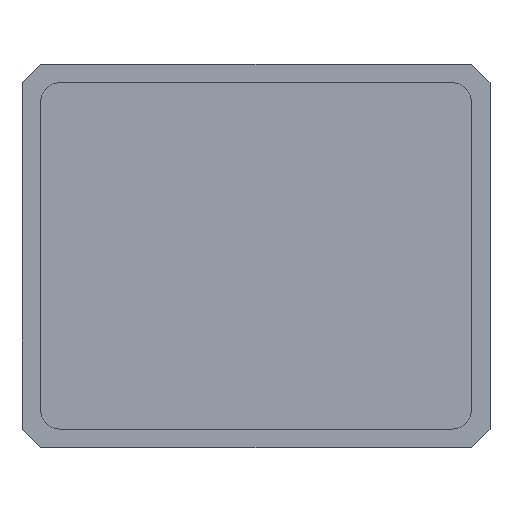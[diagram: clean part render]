
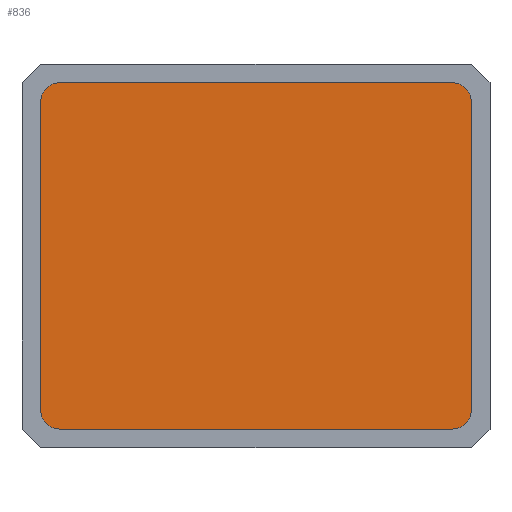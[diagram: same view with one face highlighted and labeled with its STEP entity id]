
A CAD part, top view. The second image highlights one B-rep face of the part: STEP entity #836.
In plain terms, the highlighted planar face has unit normal (0, 0, 1).
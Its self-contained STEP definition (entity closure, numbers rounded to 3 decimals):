
#720 = EDGE_CURVE('',#721,#723,#725,.T.);
#721 = VERTEX_POINT('',#722);
#722 = CARTESIAN_POINT('',(-1.15,-0.825,0.55));
#723 = VERTEX_POINT('',#724);
#724 = CARTESIAN_POINT('',(-1.15,0.825,0.55));
#725 = SURFACE_CURVE('',#726,(#730,#742),.PCURVE_S1.);
#726 = LINE('',#727,#728);
#727 = CARTESIAN_POINT('',(-1.15,-0.925,0.55));
#728 = VECTOR('',#729,1.);
#729 = DIRECTION('',(0.,1.,0.));
#730 = PCURVE('',#731,#736);
#731 = PLANE('',#732);
#732 = AXIS2_PLACEMENT_3D('',#733,#734,#735);
#733 = CARTESIAN_POINT('',(-1.15,-0.925,0.5));
#734 = DIRECTION('',(1.,0.,0.));
#735 = DIRECTION('',(0.,0.,1.));
#736 = DEFINITIONAL_REPRESENTATION('',(#737),#741);
#737 = LINE('',#738,#739);
#738 = CARTESIAN_POINT('',(0.05,0.));
#739 = VECTOR('',#740,1.);
#740 = DIRECTION('',(0.,-1.));
#741 = ( GEOMETRIC_REPRESENTATION_CONTEXT(2) 
PARAMETRIC_REPRESENTATION_CONTEXT() REPRESENTATION_CONTEXT('2D SPACE',''
  ) );
#742 = PCURVE('',#743,#748);
#743 = PLANE('',#744);
#744 = AXIS2_PLACEMENT_3D('',#745,#746,#747);
#745 = CARTESIAN_POINT('',(-1.15,-0.925,0.55));
#746 = DIRECTION('',(0.,0.,1.));
#747 = DIRECTION('',(1.,0.,0.));
#748 = DEFINITIONAL_REPRESENTATION('',(#749),#753);
#749 = LINE('',#750,#751);
#750 = CARTESIAN_POINT('',(0.,0.));
#751 = VECTOR('',#752,1.);
#752 = DIRECTION('',(0.,1.));
#753 = ( GEOMETRIC_REPRESENTATION_CONTEXT(2) 
PARAMETRIC_REPRESENTATION_CONTEXT() REPRESENTATION_CONTEXT('2D SPACE',''
  ) );
#771 = CYLINDRICAL_SURFACE('',#772,0.1);
#772 = AXIS2_PLACEMENT_3D('',#773,#774,#775);
#773 = CARTESIAN_POINT('',(-1.05,-0.825,0.5));
#774 = DIRECTION('',(0.,0.,1.));
#775 = DIRECTION('',(-1.,-0.,0.));
#825 = CYLINDRICAL_SURFACE('',#826,0.1);
#826 = AXIS2_PLACEMENT_3D('',#827,#828,#829);
#827 = CARTESIAN_POINT('',(-1.05,0.825,0.5));
#828 = DIRECTION('',(0.,0.,1.));
#829 = DIRECTION('',(-1.,-0.,0.));
#836 = ADVANCED_FACE('',(#837),#743,.T.);
#837 = FACE_BOUND('',#838,.T.);
#838 = EDGE_LOOP('',(#839,#840,#864,#892,#925,#953,#982,#1010));
#839 = ORIENTED_EDGE('',*,*,#720,.F.);
#840 = ORIENTED_EDGE('',*,*,#841,.T.);
#841 = EDGE_CURVE('',#721,#842,#844,.T.);
#842 = VERTEX_POINT('',#843);
#843 = CARTESIAN_POINT('',(-1.05,-0.925,0.55));
#844 = SURFACE_CURVE('',#845,(#850,#857),.PCURVE_S1.);
#845 = CIRCLE('',#846,0.1);
#846 = AXIS2_PLACEMENT_3D('',#847,#848,#849);
#847 = CARTESIAN_POINT('',(-1.05,-0.825,0.55));
#848 = DIRECTION('',(0.,0.,1.));
#849 = DIRECTION('',(0.,-1.,0.));
#850 = PCURVE('',#743,#851);
#851 = DEFINITIONAL_REPRESENTATION('',(#852),#856);
#852 = CIRCLE('',#853,0.1);
#853 = AXIS2_PLACEMENT_2D('',#854,#855);
#854 = CARTESIAN_POINT('',(0.1,0.1));
#855 = DIRECTION('',(0.,-1.));
#856 = ( GEOMETRIC_REPRESENTATION_CONTEXT(2) 
PARAMETRIC_REPRESENTATION_CONTEXT() REPRESENTATION_CONTEXT('2D SPACE',''
  ) );
#857 = PCURVE('',#771,#858);
#858 = DEFINITIONAL_REPRESENTATION('',(#859),#863);
#859 = LINE('',#860,#861);
#860 = CARTESIAN_POINT('',(-4.712,0.05));
#861 = VECTOR('',#862,1.);
#862 = DIRECTION('',(1.,0.));
#863 = ( GEOMETRIC_REPRESENTATION_CONTEXT(2) 
PARAMETRIC_REPRESENTATION_CONTEXT() REPRESENTATION_CONTEXT('2D SPACE',''
  ) );
#864 = ORIENTED_EDGE('',*,*,#865,.T.);
#865 = EDGE_CURVE('',#842,#866,#868,.T.);
#866 = VERTEX_POINT('',#867);
#867 = CARTESIAN_POINT('',(1.05,-0.925,0.55));
#868 = SURFACE_CURVE('',#869,(#873,#880),.PCURVE_S1.);
#869 = LINE('',#870,#871);
#870 = CARTESIAN_POINT('',(-1.15,-0.925,0.55));
#871 = VECTOR('',#872,1.);
#872 = DIRECTION('',(1.,0.,0.));
#873 = PCURVE('',#743,#874);
#874 = DEFINITIONAL_REPRESENTATION('',(#875),#879);
#875 = LINE('',#876,#877);
#876 = CARTESIAN_POINT('',(0.,0.));
#877 = VECTOR('',#878,1.);
#878 = DIRECTION('',(1.,0.));
#879 = ( GEOMETRIC_REPRESENTATION_CONTEXT(2) 
PARAMETRIC_REPRESENTATION_CONTEXT() REPRESENTATION_CONTEXT('2D SPACE',''
  ) );
#880 = PCURVE('',#881,#886);
#881 = PLANE('',#882);
#882 = AXIS2_PLACEMENT_3D('',#883,#884,#885);
#883 = CARTESIAN_POINT('',(-1.15,-0.925,0.5));
#884 = DIRECTION('',(0.,1.,0.));
#885 = DIRECTION('',(0.,0.,1.));
#886 = DEFINITIONAL_REPRESENTATION('',(#887),#891);
#887 = LINE('',#888,#889);
#888 = CARTESIAN_POINT('',(0.05,0.));
#889 = VECTOR('',#890,1.);
#890 = DIRECTION('',(0.,1.));
#891 = ( GEOMETRIC_REPRESENTATION_CONTEXT(2) 
PARAMETRIC_REPRESENTATION_CONTEXT() REPRESENTATION_CONTEXT('2D SPACE',''
  ) );
#892 = ORIENTED_EDGE('',*,*,#893,.F.);
#893 = EDGE_CURVE('',#894,#866,#896,.T.);
#894 = VERTEX_POINT('',#895);
#895 = CARTESIAN_POINT('',(1.15,-0.825,0.55));
#896 = SURFACE_CURVE('',#897,(#902,#913),.PCURVE_S1.);
#897 = CIRCLE('',#898,0.1);
#898 = AXIS2_PLACEMENT_3D('',#899,#900,#901);
#899 = CARTESIAN_POINT('',(1.05,-0.825,0.55));
#900 = DIRECTION('',(-0.,-0.,-1.));
#901 = DIRECTION('',(0.,-1.,0.));
#902 = PCURVE('',#743,#903);
#903 = DEFINITIONAL_REPRESENTATION('',(#904),#912);
#904 = ( BOUNDED_CURVE() B_SPLINE_CURVE(2,(#905,#906,#907,#908,#909,#910
,#911),.UNSPECIFIED.,.T.,.F.) B_SPLINE_CURVE_WITH_KNOTS((1,2,2,2,2,1),(
    -2.094,0.,2.094,4.189,6.283,
8.378),.UNSPECIFIED.) CURVE() GEOMETRIC_REPRESENTATION_ITEM() 
RATIONAL_B_SPLINE_CURVE((1.,0.5,1.,0.5,1.,0.5,1.)) REPRESENTATION_ITEM(
  '') );
#905 = CARTESIAN_POINT('',(2.2,0.));
#906 = CARTESIAN_POINT('',(2.027,0.));
#907 = CARTESIAN_POINT('',(2.113,0.15));
#908 = CARTESIAN_POINT('',(2.2,0.3));
#909 = CARTESIAN_POINT('',(2.287,0.15));
#910 = CARTESIAN_POINT('',(2.373,0.));
#911 = CARTESIAN_POINT('',(2.2,0.));
#912 = ( GEOMETRIC_REPRESENTATION_CONTEXT(2) 
PARAMETRIC_REPRESENTATION_CONTEXT() REPRESENTATION_CONTEXT('2D SPACE',''
  ) );
#913 = PCURVE('',#914,#919);
#914 = CYLINDRICAL_SURFACE('',#915,0.1);
#915 = AXIS2_PLACEMENT_3D('',#916,#917,#918);
#916 = CARTESIAN_POINT('',(1.05,-0.825,0.5));
#917 = DIRECTION('',(0.,0.,1.));
#918 = DIRECTION('',(1.,0.,-0.));
#919 = DEFINITIONAL_REPRESENTATION('',(#920),#924);
#920 = LINE('',#921,#922);
#921 = CARTESIAN_POINT('',(4.712,0.05));
#922 = VECTOR('',#923,1.);
#923 = DIRECTION('',(-1.,0.));
#924 = ( GEOMETRIC_REPRESENTATION_CONTEXT(2) 
PARAMETRIC_REPRESENTATION_CONTEXT() REPRESENTATION_CONTEXT('2D SPACE',''
  ) );
#925 = ORIENTED_EDGE('',*,*,#926,.T.);
#926 = EDGE_CURVE('',#894,#927,#929,.T.);
#927 = VERTEX_POINT('',#928);
#928 = CARTESIAN_POINT('',(1.15,0.825,0.55));
#929 = SURFACE_CURVE('',#930,(#934,#941),.PCURVE_S1.);
#930 = LINE('',#931,#932);
#931 = CARTESIAN_POINT('',(1.15,-0.925,0.55));
#932 = VECTOR('',#933,1.);
#933 = DIRECTION('',(0.,1.,0.));
#934 = PCURVE('',#743,#935);
#935 = DEFINITIONAL_REPRESENTATION('',(#936),#940);
#936 = LINE('',#937,#938);
#937 = CARTESIAN_POINT('',(2.3,0.));
#938 = VECTOR('',#939,1.);
#939 = DIRECTION('',(0.,1.));
#940 = ( GEOMETRIC_REPRESENTATION_CONTEXT(2) 
PARAMETRIC_REPRESENTATION_CONTEXT() REPRESENTATION_CONTEXT('2D SPACE',''
  ) );
#941 = PCURVE('',#942,#947);
#942 = PLANE('',#943);
#943 = AXIS2_PLACEMENT_3D('',#944,#945,#946);
#944 = CARTESIAN_POINT('',(1.15,-0.925,0.5));
#945 = DIRECTION('',(1.,0.,0.));
#946 = DIRECTION('',(0.,0.,1.));
#947 = DEFINITIONAL_REPRESENTATION('',(#948),#952);
#948 = LINE('',#949,#950);
#949 = CARTESIAN_POINT('',(0.05,0.));
#950 = VECTOR('',#951,1.);
#951 = DIRECTION('',(0.,-1.));
#952 = ( GEOMETRIC_REPRESENTATION_CONTEXT(2) 
PARAMETRIC_REPRESENTATION_CONTEXT() REPRESENTATION_CONTEXT('2D SPACE',''
  ) );
#953 = ORIENTED_EDGE('',*,*,#954,.T.);
#954 = EDGE_CURVE('',#927,#955,#957,.T.);
#955 = VERTEX_POINT('',#956);
#956 = CARTESIAN_POINT('',(1.05,0.925,0.55));
#957 = SURFACE_CURVE('',#958,(#963,#970),.PCURVE_S1.);
#958 = CIRCLE('',#959,0.1);
#959 = AXIS2_PLACEMENT_3D('',#960,#961,#962);
#960 = CARTESIAN_POINT('',(1.05,0.825,0.55));
#961 = DIRECTION('',(0.,0.,1.));
#962 = DIRECTION('',(0.,-1.,0.));
#963 = PCURVE('',#743,#964);
#964 = DEFINITIONAL_REPRESENTATION('',(#965),#969);
#965 = CIRCLE('',#966,0.1);
#966 = AXIS2_PLACEMENT_2D('',#967,#968);
#967 = CARTESIAN_POINT('',(2.2,1.75));
#968 = DIRECTION('',(0.,-1.));
#969 = ( GEOMETRIC_REPRESENTATION_CONTEXT(2) 
PARAMETRIC_REPRESENTATION_CONTEXT() REPRESENTATION_CONTEXT('2D SPACE',''
  ) );
#970 = PCURVE('',#971,#976);
#971 = CYLINDRICAL_SURFACE('',#972,0.1);
#972 = AXIS2_PLACEMENT_3D('',#973,#974,#975);
#973 = CARTESIAN_POINT('',(1.05,0.825,0.5));
#974 = DIRECTION('',(0.,0.,1.));
#975 = DIRECTION('',(1.,0.,-0.));
#976 = DEFINITIONAL_REPRESENTATION('',(#977),#981);
#977 = LINE('',#978,#979);
#978 = CARTESIAN_POINT('',(-1.571,0.05));
#979 = VECTOR('',#980,1.);
#980 = DIRECTION('',(1.,0.));
#981 = ( GEOMETRIC_REPRESENTATION_CONTEXT(2) 
PARAMETRIC_REPRESENTATION_CONTEXT() REPRESENTATION_CONTEXT('2D SPACE',''
  ) );
#982 = ORIENTED_EDGE('',*,*,#983,.F.);
#983 = EDGE_CURVE('',#984,#955,#986,.T.);
#984 = VERTEX_POINT('',#985);
#985 = CARTESIAN_POINT('',(-1.05,0.925,0.55));
#986 = SURFACE_CURVE('',#987,(#991,#998),.PCURVE_S1.);
#987 = LINE('',#988,#989);
#988 = CARTESIAN_POINT('',(-1.15,0.925,0.55));
#989 = VECTOR('',#990,1.);
#990 = DIRECTION('',(1.,0.,0.));
#991 = PCURVE('',#743,#992);
#992 = DEFINITIONAL_REPRESENTATION('',(#993),#997);
#993 = LINE('',#994,#995);
#994 = CARTESIAN_POINT('',(0.,1.85));
#995 = VECTOR('',#996,1.);
#996 = DIRECTION('',(1.,0.));
#997 = ( GEOMETRIC_REPRESENTATION_CONTEXT(2) 
PARAMETRIC_REPRESENTATION_CONTEXT() REPRESENTATION_CONTEXT('2D SPACE',''
  ) );
#998 = PCURVE('',#999,#1004);
#999 = PLANE('',#1000);
#1000 = AXIS2_PLACEMENT_3D('',#1001,#1002,#1003);
#1001 = CARTESIAN_POINT('',(-1.15,0.925,0.5));
#1002 = DIRECTION('',(0.,1.,0.));
#1003 = DIRECTION('',(0.,0.,1.));
#1004 = DEFINITIONAL_REPRESENTATION('',(#1005),#1009);
#1005 = LINE('',#1006,#1007);
#1006 = CARTESIAN_POINT('',(0.05,0.));
#1007 = VECTOR('',#1008,1.);
#1008 = DIRECTION('',(0.,1.));
#1009 = ( GEOMETRIC_REPRESENTATION_CONTEXT(2) 
PARAMETRIC_REPRESENTATION_CONTEXT() REPRESENTATION_CONTEXT('2D SPACE',''
  ) );
#1010 = ORIENTED_EDGE('',*,*,#1011,.F.);
#1011 = EDGE_CURVE('',#723,#984,#1012,.T.);
#1012 = SURFACE_CURVE('',#1013,(#1018,#1029),.PCURVE_S1.);
#1013 = CIRCLE('',#1014,0.1);
#1014 = AXIS2_PLACEMENT_3D('',#1015,#1016,#1017);
#1015 = CARTESIAN_POINT('',(-1.05,0.825,0.55));
#1016 = DIRECTION('',(-0.,-0.,-1.));
#1017 = DIRECTION('',(0.,-1.,0.));
#1018 = PCURVE('',#743,#1019);
#1019 = DEFINITIONAL_REPRESENTATION('',(#1020),#1028);
#1020 = ( BOUNDED_CURVE() B_SPLINE_CURVE(2,(#1021,#1022,#1023,#1024,
#1025,#1026,#1027),.UNSPECIFIED.,.T.,.F.) B_SPLINE_CURVE_WITH_KNOTS((1,2
    ,2,2,2,1),(-2.094,0.,2.094,4.189,
6.283,8.378),.UNSPECIFIED.) CURVE() 
GEOMETRIC_REPRESENTATION_ITEM() RATIONAL_B_SPLINE_CURVE((1.,0.5,1.,0.5,
1.,0.5,1.)) REPRESENTATION_ITEM('') );
#1021 = CARTESIAN_POINT('',(0.1,1.65));
#1022 = CARTESIAN_POINT('',(-0.073,1.65));
#1023 = CARTESIAN_POINT('',(0.013,1.8));
#1024 = CARTESIAN_POINT('',(0.1,1.95));
#1025 = CARTESIAN_POINT('',(0.187,1.8));
#1026 = CARTESIAN_POINT('',(0.273,1.65));
#1027 = CARTESIAN_POINT('',(0.1,1.65));
#1028 = ( GEOMETRIC_REPRESENTATION_CONTEXT(2) 
PARAMETRIC_REPRESENTATION_CONTEXT() REPRESENTATION_CONTEXT('2D SPACE',''
  ) );
#1029 = PCURVE('',#825,#1030);
#1030 = DEFINITIONAL_REPRESENTATION('',(#1031),#1035);
#1031 = LINE('',#1032,#1033);
#1032 = CARTESIAN_POINT('',(1.571,0.05));
#1033 = VECTOR('',#1034,1.);
#1034 = DIRECTION('',(-1.,0.));
#1035 = ( GEOMETRIC_REPRESENTATION_CONTEXT(2) 
PARAMETRIC_REPRESENTATION_CONTEXT() REPRESENTATION_CONTEXT('2D SPACE',''
  ) );
